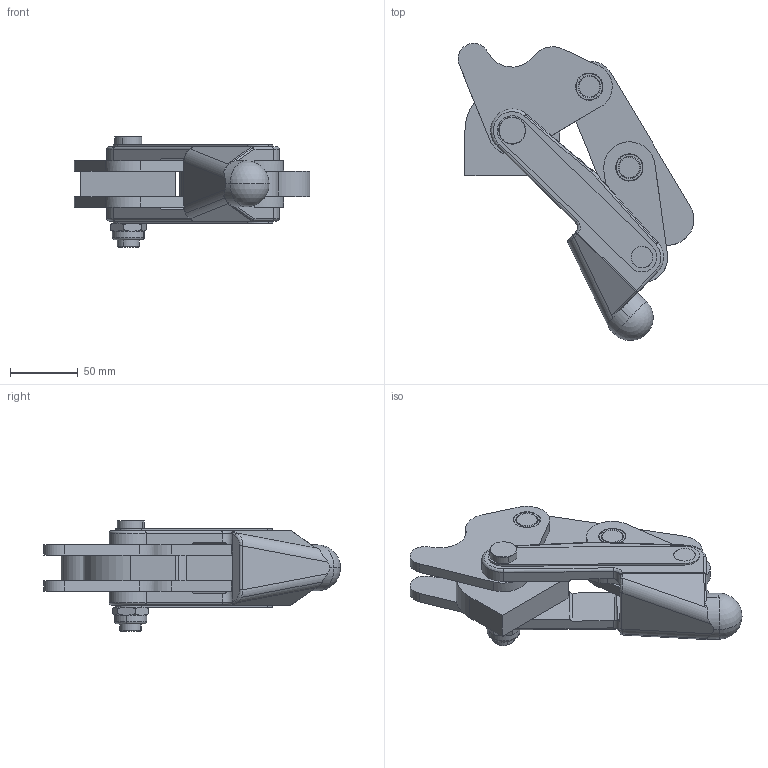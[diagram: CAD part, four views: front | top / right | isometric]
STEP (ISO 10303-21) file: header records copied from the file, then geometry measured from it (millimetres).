
FILE_DESCRIPTION((''),'2;1');
FILE_NAME('618-opened.stp','2005-09-28T09:58:49',('Kysilko'),(''),'Autodesk Inventor 8','Autodesk Inventor 8','');
FILE_SCHEMA(('AUTOMOTIVE_DESIGN { 1 0 10303 214 1 1 1 1 }'));
Length unit declared in the file: millimetre
Products named in the file (1): Part20
Bounding box: 174.29 x 219.67 x 82 mm (x, y, z)
Volume: 566558.3 mm3; surface area: 106044.7 mm2
Topology: 11 solids, 11 shells, 2217 faces, 6145 edges, 4054 vertices
Faces by surface type: plane 1513, cylinder 582, cone 106, bspline 12, torus 2, sphere 2
Entity records: 70972 total; most frequent: CARTESIAN_POINT 17391, ORIENTED_EDGE 12288, DIRECTION 10526, EDGE_CURVE 6144, VERTEX_POINT 4054, AXIS2_PLACEMENT_3D 3825, VECTOR 2876, LINE 2876
